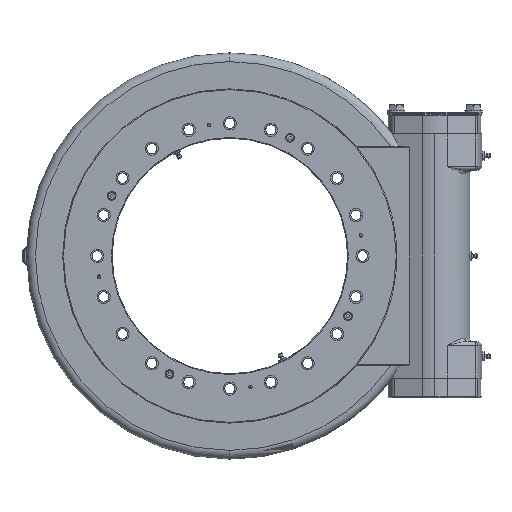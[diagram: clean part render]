
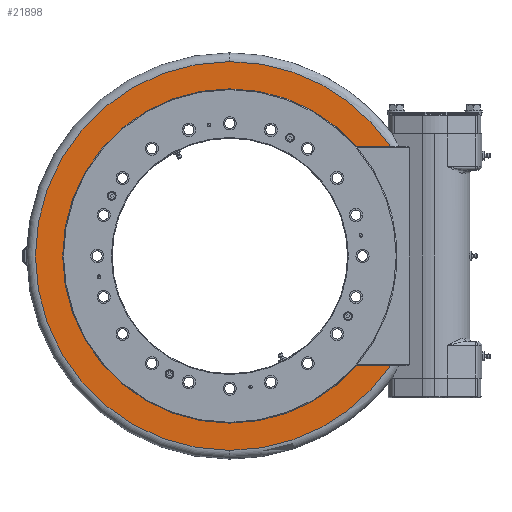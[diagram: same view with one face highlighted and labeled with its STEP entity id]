
A CAD part, left-side view. The second image highlights one B-rep face of the part: STEP entity #21898.
In plain terms, the highlighted planar face has unit normal (-1, 0, 0).
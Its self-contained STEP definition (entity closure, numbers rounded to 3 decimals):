
#86 = PLANE ( 'NONE',  #31196 ) ;
#223 = CARTESIAN_POINT ( 'NONE',  ( -37., -221.486, 150. ) ) ;
#779 = DIRECTION ( 'NONE',  ( 1., 0., 0. ) ) ;
#919 = ORIENTED_EDGE ( 'NONE', *, *, #15820, .F. ) ;
#1038 = VERTEX_POINT ( 'NONE', #28901 ) ;
#1513 = EDGE_CURVE ( 'NONE', #1038, #35143, #13553, .T. ) ;
#1775 = CARTESIAN_POINT ( 'NONE',  ( -37., 0., 0. ) ) ;
#2000 = CARTESIAN_POINT ( 'NONE',  ( -37., -136.781, 150. ) ) ;
#2015 = CARTESIAN_POINT ( 'NONE',  ( -37., 0., -267.5 ) ) ;
#2489 = DIRECTION ( 'NONE',  ( 0., -1., 0. ) ) ;
#2758 = DIRECTION ( 'NONE',  ( 0., 0., -1. ) ) ;
#3539 = ORIENTED_EDGE ( 'NONE', *, *, #4952, .F. ) ;
#4021 = DIRECTION ( 'NONE',  ( 0., 0., -1. ) ) ;
#4367 = EDGE_LOOP ( 'NONE', ( #13342, #18906, #6822, #26760, #3539, #38239, #17176, #919 ) ) ;
#4952 = EDGE_CURVE ( 'NONE', #27946, #6198, #8116, .T. ) ;
#5561 = DIRECTION ( 'NONE',  ( -1., 0., 0. ) ) ;
#6198 = VERTEX_POINT ( 'NONE', #17149 ) ;
#6822 = ORIENTED_EDGE ( 'NONE', *, *, #1513, .T. ) ;
#7359 = AXIS2_PLACEMENT_3D ( 'NONE', #17013, #13474, #19945 ) ;
#8116 = LINE ( 'NONE', #28284, #26277 ) ;
#8247 = DIRECTION ( 'NONE',  ( -1., 0., 0. ) ) ;
#8295 = FACE_OUTER_BOUND ( 'NONE', #4367, .T. ) ;
#10332 = CARTESIAN_POINT ( 'NONE',  ( -37., 230., 0. ) ) ;
#10625 = CIRCLE ( 'NONE', #35391, 267.5 ) ;
#11347 = CARTESIAN_POINT ( 'NONE',  ( -37., -174.356, 150. ) ) ;
#11684 = CIRCLE ( 'NONE', #15763, 230. ) ;
#12220 = EDGE_CURVE ( 'NONE', #34426, #25623, #39933, .T. ) ;
#13342 = ORIENTED_EDGE ( 'NONE', *, *, #32952, .F. ) ;
#13474 = DIRECTION ( 'NONE',  ( -1., 0., 0. ) ) ;
#13553 = CIRCLE ( 'NONE', #31212, 267.5 ) ;
#13634 = LINE ( 'NONE', #2000, #27743 ) ;
#14698 = VERTEX_POINT ( 'NONE', #11347 ) ;
#14926 = VERTEX_POINT ( 'NONE', #223 ) ;
#15763 = AXIS2_PLACEMENT_3D ( 'NONE', #35361, #41800, #25498 ) ;
#15820 = EDGE_CURVE ( 'NONE', #14698, #34426, #11684, .T. ) ;
#16310 = EDGE_CURVE ( 'NONE', #35143, #6198, #18201, .T. ) ;
#17013 = CARTESIAN_POINT ( 'NONE',  ( -37., 0., 0. ) ) ;
#17149 = CARTESIAN_POINT ( 'NONE',  ( -37., -221.486, -150. ) ) ;
#17176 = ORIENTED_EDGE ( 'NONE', *, *, #12220, .F. ) ;
#18201 = CIRCLE ( 'NONE', #33592, 267.5 ) ;
#18906 = ORIENTED_EDGE ( 'NONE', *, *, #30081, .T. ) ;
#19945 = DIRECTION ( 'NONE',  ( 0., 0., 1. ) ) ;
#21414 = DIRECTION ( 'NONE',  ( 0., 1., 0. ) ) ;
#21898 = ADVANCED_FACE ( 'NONE', ( #8295 ), #86, .F. ) ;
#22058 = CARTESIAN_POINT ( 'NONE',  ( -37., 0., 0. ) ) ;
#24181 = AXIS2_PLACEMENT_3D ( 'NONE', #1775, #8247, #27424 ) ;
#25014 = CARTESIAN_POINT ( 'NONE',  ( -37., 0., 0. ) ) ;
#25498 = DIRECTION ( 'NONE',  ( 0., 0., 1. ) ) ;
#25623 = VERTEX_POINT ( 'NONE', #26017 ) ;
#26017 = CARTESIAN_POINT ( 'NONE',  ( -37., 0., -230. ) ) ;
#26277 = VECTOR ( 'NONE', #2489, 1000. ) ;
#26570 = CARTESIAN_POINT ( 'NONE',  ( -37., -174.356, -150. ) ) ;
#26760 = ORIENTED_EDGE ( 'NONE', *, *, #16310, .T. ) ;
#27424 = DIRECTION ( 'NONE',  ( 0., 0., 1. ) ) ;
#27743 = VECTOR ( 'NONE', #21414, 1000. ) ;
#27946 = VERTEX_POINT ( 'NONE', #26570 ) ;
#28284 = CARTESIAN_POINT ( 'NONE',  ( -37., -136.781, -150. ) ) ;
#28721 = DIRECTION ( 'NONE',  ( -1., 0., 0. ) ) ;
#28901 = CARTESIAN_POINT ( 'NONE',  ( -37., 0., 267.5 ) ) ;
#30081 = EDGE_CURVE ( 'NONE', #14926, #1038, #10625, .T. ) ;
#31196 = AXIS2_PLACEMENT_3D ( 'NONE', #10332, #779, #4021 ) ;
#31212 = AXIS2_PLACEMENT_3D ( 'NONE', #25014, #5561, #34708 ) ;
#31672 = DIRECTION ( 'NONE',  ( 0., 0., -1. ) ) ;
#32217 = CIRCLE ( 'NONE', #24181, 230. ) ;
#32250 = CARTESIAN_POINT ( 'NONE',  ( -37., 0., 230. ) ) ;
#32952 = EDGE_CURVE ( 'NONE', #14926, #14698, #13634, .T. ) ;
#33592 = AXIS2_PLACEMENT_3D ( 'NONE', #22058, #34602, #2758 ) ;
#34426 = VERTEX_POINT ( 'NONE', #32250 ) ;
#34602 = DIRECTION ( 'NONE',  ( -1., 0., 0. ) ) ;
#34708 = DIRECTION ( 'NONE',  ( 0., 0., -1. ) ) ;
#35143 = VERTEX_POINT ( 'NONE', #2015 ) ;
#35361 = CARTESIAN_POINT ( 'NONE',  ( -37., 0., 0. ) ) ;
#35391 = AXIS2_PLACEMENT_3D ( 'NONE', #38427, #28721, #31672 ) ;
#38239 = ORIENTED_EDGE ( 'NONE', *, *, #38297, .F. ) ;
#38297 = EDGE_CURVE ( 'NONE', #25623, #27946, #32217, .T. ) ;
#38427 = CARTESIAN_POINT ( 'NONE',  ( -37., 0., 0. ) ) ;
#39933 = CIRCLE ( 'NONE', #7359, 230. ) ;
#41800 = DIRECTION ( 'NONE',  ( -1., 0., 0. ) ) ;
